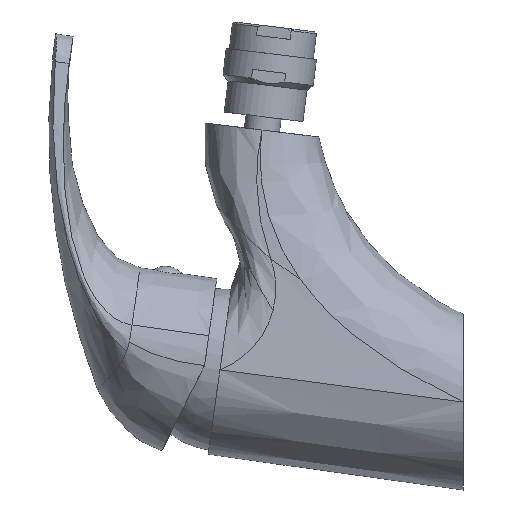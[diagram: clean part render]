
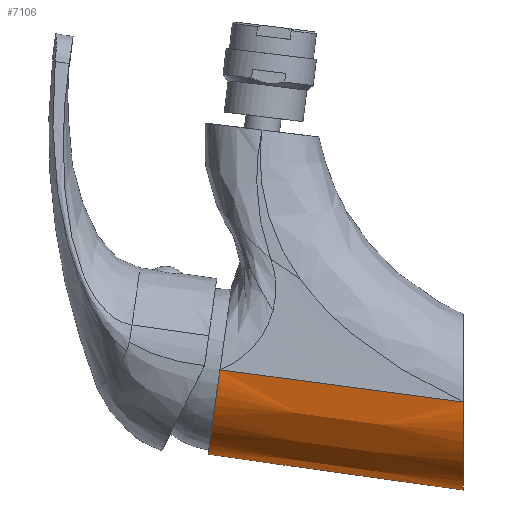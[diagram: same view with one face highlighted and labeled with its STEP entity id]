
A CAD part, left-side view. The second image highlights one B-rep face of the part: STEP entity #7106.
In plain terms, the highlighted free-form (B-spline) face has degree [3, 3] with [4, 11] control points.
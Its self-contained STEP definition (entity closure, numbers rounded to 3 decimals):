
#21=DIRECTION('',(0.011,0.991,0.132));
#22=VECTOR('',#21,69.638);
#23=CARTESIAN_POINT('',(-25.,0.,0.));
#24=LINE('',#23,#22);
#25=CARTESIAN_POINT('',(25.,0.,0.));
#26=CARTESIAN_POINT('',(25.,0.,-3.272));
#27=CARTESIAN_POINT('',(23.698,0.,-9.816));
#28=CARTESIAN_POINT('',(18.138,0.,-18.138));
#29=CARTESIAN_POINT('',(9.816,0.,-23.698));
#30=CARTESIAN_POINT('',(0.,0.,-25.651));
#31=CARTESIAN_POINT('',(-9.816,0.,-23.698));
#32=CARTESIAN_POINT('',(-18.138,0.,-18.138));
#33=CARTESIAN_POINT('',(-23.698,0.,-9.816));
#34=CARTESIAN_POINT('',(-25.,0.,-3.272));
#35=CARTESIAN_POINT('',(-25.,0.,0.));
#92=CARTESIAN_POINT('',(24.25,69.025,9.189));
#93=CARTESIAN_POINT('',(24.25,69.467,6.046));
#94=CARTESIAN_POINT('',(22.987,70.35,-0.24));
#95=CARTESIAN_POINT('',(17.594,71.474,-8.233));
#96=CARTESIAN_POINT('',(9.522,72.224,-13.574));
#97=CARTESIAN_POINT('',(0.,72.488,-15.45));
#98=CARTESIAN_POINT('',(-9.522,72.224,-13.574));
#99=CARTESIAN_POINT('',(-17.594,71.474,-8.233));
#100=CARTESIAN_POINT('',(-22.987,70.35,
-0.24));
#101=CARTESIAN_POINT('',(-24.25,69.467,6.046));
#102=CARTESIAN_POINT('',(-24.25,69.025,9.189));
#1480=DIRECTION('',(-0.011,0.991,0.132));
#1481=VECTOR('',#1480,69.638);
#1482=CARTESIAN_POINT('',(25.,0.,0.));
#1483=LINE('',#1482,#1481);
#1520=CARTESIAN_POINT('',(24.25,69.025,9.189));
#6200=VERTEX_POINT('',#1520);
#6203=CARTESIAN_POINT('',(25.,0.,0.));
#6204=VERTEX_POINT('',#6203);
#6205=CARTESIAN_POINT('',(-25.,0.,0.));
#6206=CARTESIAN_POINT('',(-24.25,69.025,9.189));
#6207=VERTEX_POINT('',#6205);
#6208=VERTEX_POINT('',#6206);
#7051=CARTESIAN_POINT('',(24.965,-1.376,1.387));
#7052=CARTESIAN_POINT('',(25.208,-1.386,
-2.405));
#7053=CARTESIAN_POINT('',(24.009,-1.406,
-9.563));
#7054=CARTESIAN_POINT('',(18.149,-1.429,
-18.336));
#7055=CARTESIAN_POINT('',(9.822,-1.444,
-23.901));
#7056=CARTESIAN_POINT('',(0.,-1.45,-25.855));
#7057=CARTESIAN_POINT('',(-9.822,-1.444,
-23.901));
#7058=CARTESIAN_POINT('',(-18.149,-1.429,
-18.336));
#7059=CARTESIAN_POINT('',(-24.009,-1.406,
-9.563));
#7060=CARTESIAN_POINT('',(-25.208,-1.386,
-2.405));
#7061=CARTESIAN_POINT('',(-24.965,-1.376,
1.387));
#7062=CARTESIAN_POINT('',(24.705,22.479,4.551));
#7063=CARTESIAN_POINT('',(24.946,22.646,0.811));
#7064=CARTESIAN_POINT('',(23.76,22.961,-6.25));
#7065=CARTESIAN_POINT('',(17.96,23.348,-14.902));
#7066=CARTESIAN_POINT('',(9.72,23.593,-20.391));
#7067=CARTESIAN_POINT('',(0.,23.679,-22.319));
#7068=CARTESIAN_POINT('',(-9.72,23.593,
-20.391));
#7069=CARTESIAN_POINT('',(-17.96,23.348,
-14.902));
#7070=CARTESIAN_POINT('',(-23.76,22.961,
-6.25));
#7071=CARTESIAN_POINT('',(-24.946,22.646,
0.811));
#7072=CARTESIAN_POINT('',(-24.705,22.479,4.551));
#7073=CARTESIAN_POINT('',(24.446,46.334,7.715));
#7074=CARTESIAN_POINT('',(24.684,46.679,4.027));
#7075=CARTESIAN_POINT('',(23.51,47.329,-2.936));
#7076=CARTESIAN_POINT('',(17.772,48.126,-11.469));
#7077=CARTESIAN_POINT('',(9.618,48.631,-16.882));
#7078=CARTESIAN_POINT('',(0.,48.808,-18.782));
#7079=CARTESIAN_POINT('',(-9.618,48.631,
-16.882));
#7080=CARTESIAN_POINT('',(-17.772,48.126,
-11.469));
#7081=CARTESIAN_POINT('',(-23.51,47.329,
-2.936));
#7082=CARTESIAN_POINT('',(-24.684,46.679,4.027));
#7083=CARTESIAN_POINT('',(-24.446,46.334,7.715));
#7084=CARTESIAN_POINT('',(24.186,70.189,10.879));
#7085=CARTESIAN_POINT('',(24.422,70.711,7.243));
#7086=CARTESIAN_POINT('',(23.261,71.696,0.378));
#7087=CARTESIAN_POINT('',(17.583,72.903,-8.035));
#7088=CARTESIAN_POINT('',(9.516,73.669,-13.372));
#7089=CARTESIAN_POINT('',(0.,73.938,-15.246));
#7090=CARTESIAN_POINT('',(-9.516,73.669,-13.372));
#7091=CARTESIAN_POINT('',(-17.583,72.903,
-8.035));
#7092=CARTESIAN_POINT('',(-23.261,71.696,
0.378));
#7093=CARTESIAN_POINT('',(-24.422,70.711,7.243));
#7094=CARTESIAN_POINT('',(-24.186,70.189,10.879));
#7095=B_SPLINE_SURFACE_WITH_KNOTS('',3,3,((#7051,#7052,#7053,#7054,#7055,#7056,
#7057,#7058,#7059,#7060,#7061),(#7062,#7063,#7064,#7065,#7066,#7067,#7068,#7069,
#7070,#7071,#7072),(#7073,#7074,#7075,#7076,#7077,#7078,#7079,#7080,#7081,#7082,
#7083),(#7084,#7085,#7086,#7087,#7088,#7089,#7090,#7091,#7092,#7093,#7094)),
.UNSPECIFIED.,.F.,.F.,.F.,(4,4),(4,1,1,1,1,1,1,1,4),(-0.02,1.02),(
-0.02,0.125,0.25,0.375,0.5,0.625,0.75,0.875,
1.02),.UNSPECIFIED.);
#7097=ORIENTED_EDGE('',*,*,#7096,.F.);
#7099=ORIENTED_EDGE('',*,*,#7098,.F.);
#7101=ORIENTED_EDGE('',*,*,#7100,.T.);
#7103=ORIENTED_EDGE('',*,*,#7102,.T.);
#7104=EDGE_LOOP('',(#7097,#7099,#7101,#7103));
#7105=FACE_OUTER_BOUND('',#7104,.F.);
#7106=ADVANCED_FACE('',(#7105),#7095,.F.);
#36=B_SPLINE_CURVE_WITH_KNOTS('',3,(#25,#26,#27,#28,#29,#30,#31,#32,#33,#34,
#35),.UNSPECIFIED.,.F.,.F.,(4,1,1,1,1,1,1,1,4),(0.,0.125,0.25,0.375,
0.5,0.625,0.75,0.875,1.),.UNSPECIFIED.);
#103=B_SPLINE_CURVE_WITH_KNOTS('',3,(#92,#93,#94,#95,#96,#97,#98,#99,#100,#101,
#102),.UNSPECIFIED.,.F.,.F.,(4,1,1,1,1,1,1,1,4),(0.,0.125,0.25,0.375,
0.5,0.625,0.75,0.875,1.),.UNSPECIFIED.);
#7096=EDGE_CURVE('',#6207,#6208,#24,.T.);
#7098=EDGE_CURVE('',#6204,#6207,#36,.T.);
#7100=EDGE_CURVE('',#6204,#6200,#1483,.T.);
#7102=EDGE_CURVE('',#6200,#6208,#103,.T.);
